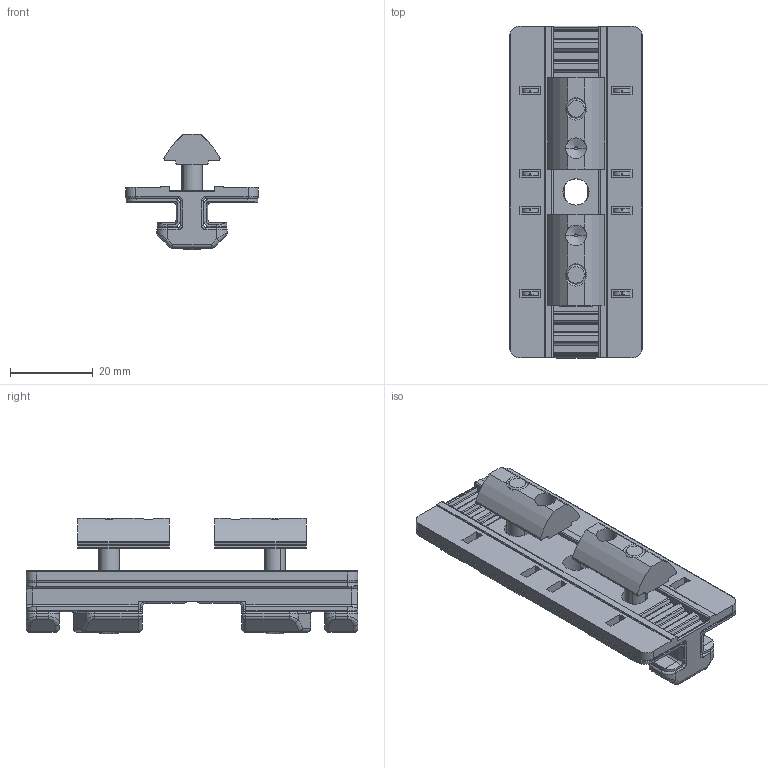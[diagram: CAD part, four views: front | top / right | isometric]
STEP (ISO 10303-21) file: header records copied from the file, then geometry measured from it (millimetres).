
FILE_DESCRIPTION(('FreeCAD Model'),'2;1');
FILE_NAME('Open CASCADE Shape Model','2024-04-03T10:14:10',(''),(''), 'Open CASCADE STEP processor 7.6','FreeCAD','Unknown');
FILE_SCHEMA(('AUTOMOTIVE_DESIGN { 1 0 10303 214 1 1 1 1 }'));
Length unit declared in the file: millimetre
Products named in the file (10): Unnamed1; STI8-CO; STI8-CO001; STI8-CO002; STI8-CO003; STI8-CO004; STI8-CO005; STI8-CO006; STI8-CO007; STI8-CO008
Assembly tree (9 placements, depth 2):
  Unnamed1
    STI8-CO
    STI8-CO001
    STI8-CO002
    STI8-CO003
    STI8-CO004
    STI8-CO005
    STI8-CO006
    STI8-CO007
    STI8-CO008
Bounding box: 32 x 80 x 27.8 mm (x, y, z)
Volume: 17874.3 mm3; surface area: 19639.5 mm2
Topology: 9 solids, 9 shells, 661 faces, 1710 edges, 1044 vertices
Faces by surface type: plane 259, cylinder 258, torus 68, bspline 28, cone 24, sphere 20, revolution 4
Entity records: 51879 total; most frequent: CARTESIAN_POINT 18345, DIRECTION 6208, LINE 3624, VECTOR 3624, ORIENTED_EDGE 3380, PCURVE 3380, DEFINITIONAL_REPRESENTATION 3380, EDGE_CURVE 1690
